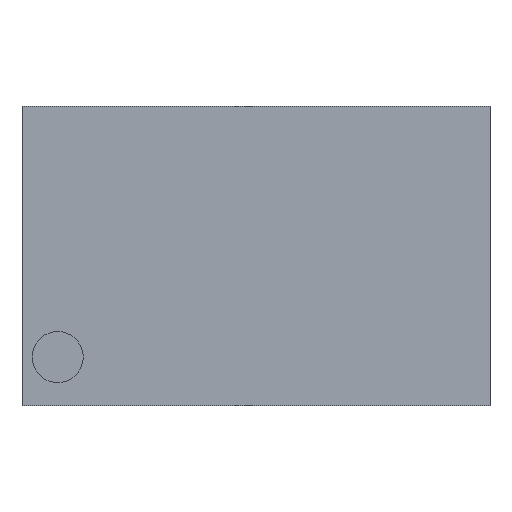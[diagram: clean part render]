
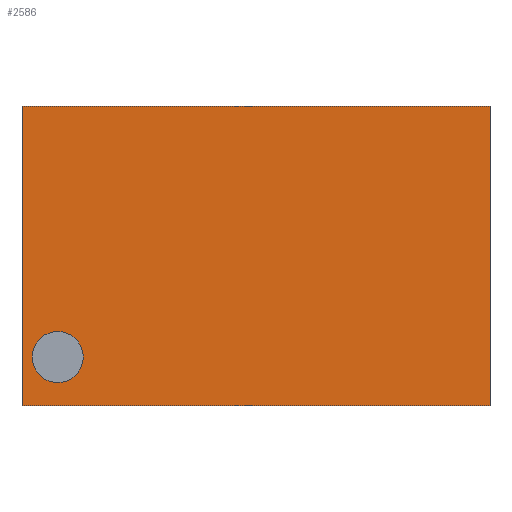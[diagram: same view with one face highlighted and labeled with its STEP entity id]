
A CAD part, top view. The second image highlights one B-rep face of the part: STEP entity #2586.
In plain terms, the highlighted planar face has unit normal (0, 0, 1).
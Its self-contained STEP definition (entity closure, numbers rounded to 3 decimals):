
#14 = ORIENTED_EDGE ( 'NONE', *, *, #1578, .T. ) ;
#20 = EDGE_CURVE ( 'NONE', #728, #577, #463, .T. ) ;
#47 = CARTESIAN_POINT ( 'NONE',  ( -2.118, -1.08, 0.75 ) ) ;
#95 = DIRECTION ( 'NONE',  ( -1., 0., 0. ) ) ;
#124 = CARTESIAN_POINT ( 'NONE',  ( 0., 0., 0.75 ) ) ;
#190 = DIRECTION ( 'NONE',  ( -1., 0., 0. ) ) ;
#410 = DIRECTION ( 'NONE',  ( 1., 0., 0. ) ) ;
#449 = EDGE_CURVE ( 'NONE', #1889, #728, #1060, .T. ) ;
#463 = LINE ( 'NONE', #2871, #1061 ) ;
#530 = VERTEX_POINT ( 'NONE', #1723 ) ;
#577 = VERTEX_POINT ( 'NONE', #1113 ) ;
#690 = AXIS2_PLACEMENT_3D ( 'NONE', #124, #2771, #95 ) ;
#714 = CIRCLE ( 'NONE', #2703, 0.272 ) ;
#728 = VERTEX_POINT ( 'NONE', #2349 ) ;
#774 = ORIENTED_EDGE ( 'NONE', *, *, #1140, .F. ) ;
#817 = DIRECTION ( 'NONE',  ( 1., 0., 0. ) ) ;
#830 = FACE_OUTER_BOUND ( 'NONE', #1816, .T. ) ;
#851 = VERTEX_POINT ( 'NONE', #2467 ) ;
#906 = DIRECTION ( 'NONE',  ( 0., 0., 1. ) ) ;
#945 = LINE ( 'NONE', #1858, #1524 ) ;
#994 = DIRECTION ( 'NONE',  ( 0., 1., 0. ) ) ;
#1060 = LINE ( 'NONE', #1275, #2254 ) ;
#1061 = VECTOR ( 'NONE', #1782, 1000. ) ;
#1072 = CARTESIAN_POINT ( 'NONE',  ( -2.118, -1.08, 0.75 ) ) ;
#1094 = CIRCLE ( 'NONE', #2408, 0.272 ) ;
#1097 = EDGE_CURVE ( 'NONE', #577, #530, #2401, .T. ) ;
#1113 = CARTESIAN_POINT ( 'NONE',  ( -2.5, -1.6, 0.75 ) ) ;
#1140 = EDGE_CURVE ( 'NONE', #1728, #851, #1094, .T. ) ;
#1244 = ORIENTED_EDGE ( 'NONE', *, *, #20, .T. ) ;
#1275 = CARTESIAN_POINT ( 'NONE',  ( -2.5, 1.6, 0.75 ) ) ;
#1300 = CARTESIAN_POINT ( 'NONE',  ( -2.391, -1.08, 0.75 ) ) ;
#1373 = DIRECTION ( 'NONE',  ( 1., 0., 0. ) ) ;
#1524 = VECTOR ( 'NONE', #994, 1000. ) ;
#1578 = EDGE_CURVE ( 'NONE', #530, #1889, #945, .T. ) ;
#1619 = EDGE_CURVE ( 'NONE', #851, #1728, #714, .T. ) ;
#1723 = CARTESIAN_POINT ( 'NONE',  ( 2.5, -1.6, 0.75 ) ) ;
#1728 = VERTEX_POINT ( 'NONE', #1300 ) ;
#1734 = PLANE ( 'NONE',  #690 ) ;
#1782 = DIRECTION ( 'NONE',  ( 0., -1., 0. ) ) ;
#1816 = EDGE_LOOP ( 'NONE', ( #14, #1835, #1244, #2476 ) ) ;
#1835 = ORIENTED_EDGE ( 'NONE', *, *, #449, .T. ) ;
#1858 = CARTESIAN_POINT ( 'NONE',  ( 2.5, -1.6, 0.75 ) ) ;
#1889 = VERTEX_POINT ( 'NONE', #2161 ) ;
#2138 = DIRECTION ( 'NONE',  ( 0., 0., 1. ) ) ;
#2161 = CARTESIAN_POINT ( 'NONE',  ( 2.5, 1.6, 0.75 ) ) ;
#2254 = VECTOR ( 'NONE', #190, 1000. ) ;
#2279 = ORIENTED_EDGE ( 'NONE', *, *, #1619, .F. ) ;
#2349 = CARTESIAN_POINT ( 'NONE',  ( -2.5, 1.6, 0.75 ) ) ;
#2388 = FACE_BOUND ( 'NONE', #2451, .T. ) ;
#2401 = LINE ( 'NONE', #2847, #2717 ) ;
#2408 = AXIS2_PLACEMENT_3D ( 'NONE', #47, #906, #1373 ) ;
#2451 = EDGE_LOOP ( 'NONE', ( #2279, #774 ) ) ;
#2467 = CARTESIAN_POINT ( 'NONE',  ( -1.846, -1.08, 0.75 ) ) ;
#2476 = ORIENTED_EDGE ( 'NONE', *, *, #1097, .T. ) ;
#2586 = ADVANCED_FACE ( 'NONE', ( #2388, #830 ), #1734, .F. ) ;
#2703 = AXIS2_PLACEMENT_3D ( 'NONE', #1072, #2138, #817 ) ;
#2717 = VECTOR ( 'NONE', #410, 1000. ) ;
#2771 = DIRECTION ( 'NONE',  ( 0., 0., -1. ) ) ;
#2847 = CARTESIAN_POINT ( 'NONE',  ( -2.5, -1.6, 0.75 ) ) ;
#2871 = CARTESIAN_POINT ( 'NONE',  ( -2.5, -1.6, 0.75 ) ) ;
